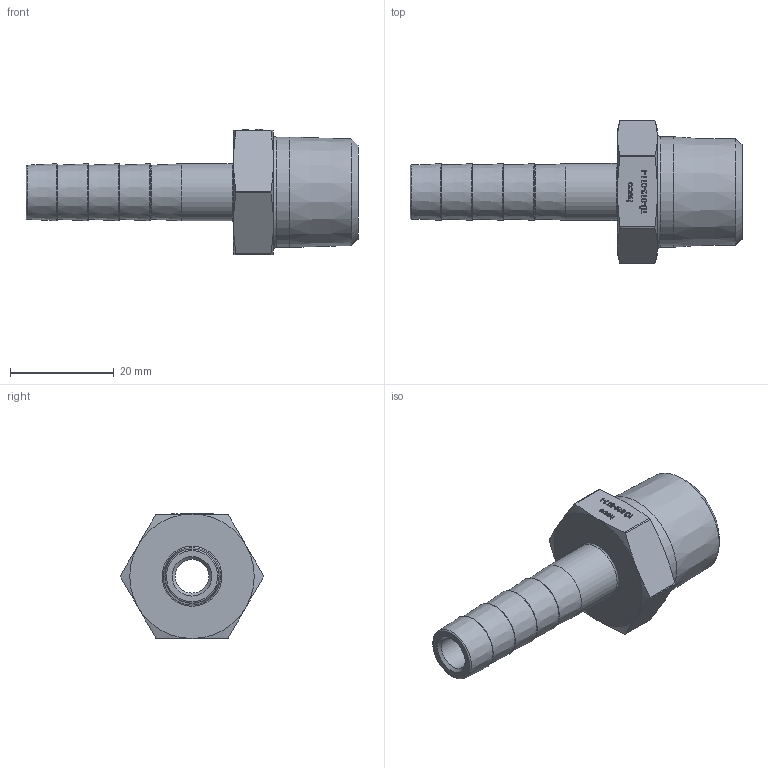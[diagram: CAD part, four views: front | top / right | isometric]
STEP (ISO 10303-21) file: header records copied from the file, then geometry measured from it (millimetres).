
FILE_DESCRIPTION (( 'STEP AP214' ), '1' );
FILE_NAME ('heco TÜ-012-011-I.STEP', '2016-01-12T13:15:49', ( 'test' ), ( '' ), 'SwSTEP 2.0', 'SolidWorks 2011', '' );
FILE_SCHEMA (( 'AUTOMOTIVE_DESIGN' ));
Length unit declared in the file: millimetre
Products named in the file (1): heco TÜ-012-011-I
Bounding box: 64 x 27.62 x 24.1 mm (x, y, z)
Volume: 8824 mm3; surface area: 5578.2 mm2
Topology: 1 solids, 1 shells, 220 faces, 546 edges, 356 vertices
Faces by surface type: plane 103, bspline 74, cone 22, torus 11, cylinder 10
Full cylindrical faces by diameter (mm): 6.5 x1, 11 x1, 13 x1, 21.273 x1
Entity records: 12173 total; most frequent: CARTESIAN_POINT 5852, ORIENTED_EDGE 1030, DIRECTION 669, EDGE_CURVE 515, VERTEX_POINT 350, VECTOR 287, LINE 287, EDGE_LOOP 275
